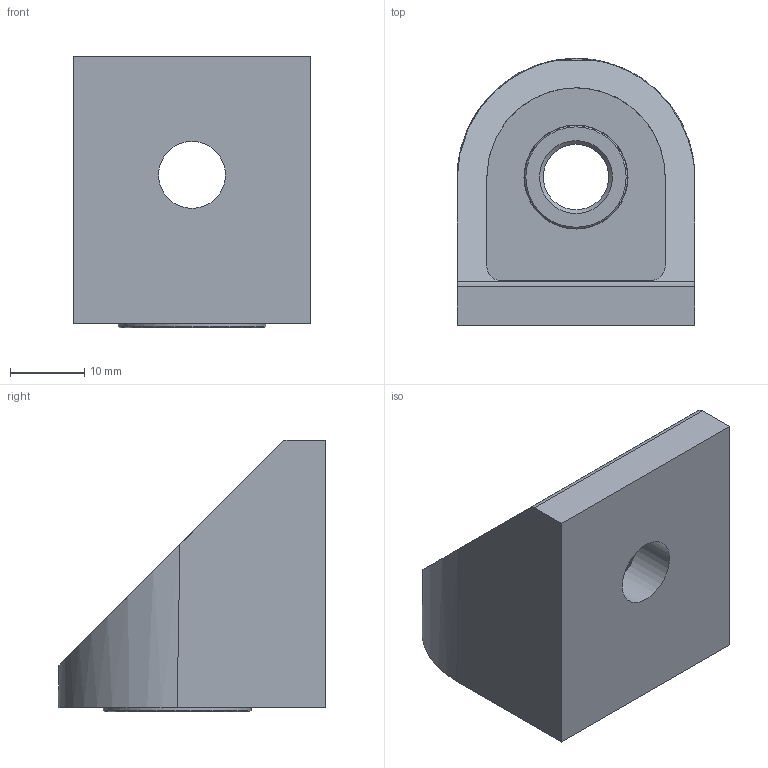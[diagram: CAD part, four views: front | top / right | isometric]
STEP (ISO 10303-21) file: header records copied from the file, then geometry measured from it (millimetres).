
FILE_DESCRIPTION(/* description */ ('STEP AP214'),/* implementation_level */ '2;1');
FILE_NAME(/* name */ '1025197.stp',/* time_stamp */ '2024-05-01T16:18:06+02:00',/* author */ ('b.steehouwer'),/* organization */ ('CADENAS'),/* preprocessor_version */ 'ST-DEVELOPER v18.1',/* originating_system */ 'Autodesk Inventor 2021',/* authorisation */ ' ');
FILE_SCHEMA (('AUTOMOTIVE_DESIGN { 1 0 10303 214 3 1 1 }'));
Length unit declared in the file: millimetre
Products named in the file (3): 1025197; 1025197-1; 1025197-2
Assembly tree (2 placements, depth 2):
  1025197
    1025197-1
    1025197-2
Bounding box: 32 x 36 x 36.6 mm (x, y, z)
Volume: 15050.8 mm3; surface area: 7795.3 mm2
Topology: 2 solids, 2 shells, 32 faces, 73 edges, 48 vertices
Faces by surface type: plane 15, cylinder 12, cone 5
Full cylindrical faces by diameter (mm): 8.8 x1, 9 x1, 13.9 x1, 14 x1, 19.9 x1, 20 x1
Entity records: 1052 total; most frequent: DIRECTION 179, CARTESIAN_POINT 163, ORIENTED_EDGE 146, EDGE_CURVE 73, AXIS2_PLACEMENT_3D 70, VERTEX_POINT 48, EDGE_LOOP 41, LINE 39
